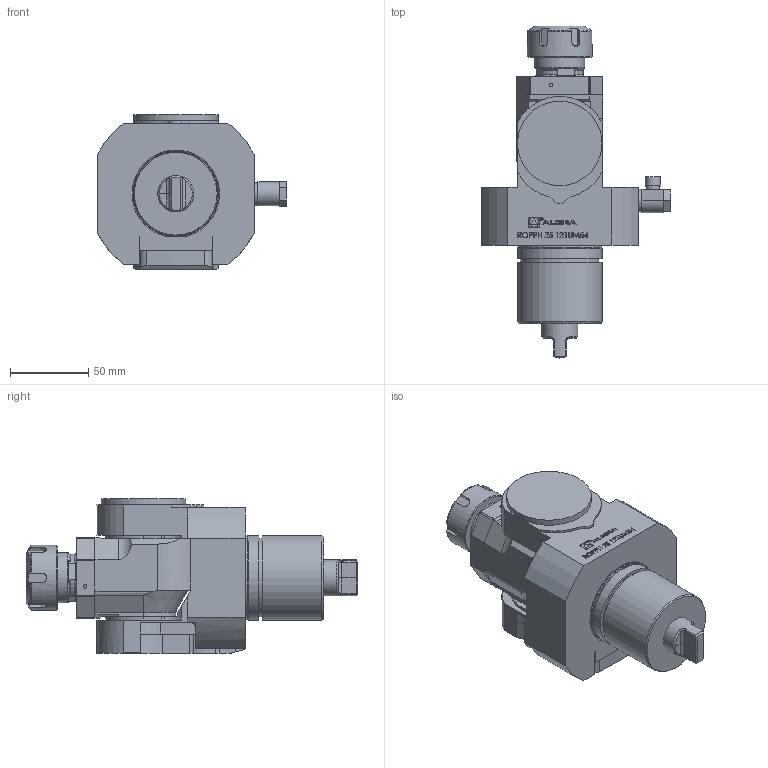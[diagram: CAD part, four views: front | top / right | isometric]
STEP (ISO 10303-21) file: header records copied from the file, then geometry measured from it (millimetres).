
FILE_DESCRIPTION (( 'STEP AP214' ), '1' );
FILE_NAME ('ROPPH25121UM54.STEP', '2025-10-21T15:33:18', ( '' ), ( '' ), 'SwSTEP 2.0', 'SolidWorks 2023', '' );
FILE_SCHEMA (( 'AUTOMOTIVE_DESIGN' ));
Length unit declared in the file: millimetre
Products named in the file (1): ROPPH25121UM54
Bounding box: 120.7 x 212.03 x 98.75 mm (x, y, z)
Volume: 772087.5 mm3; surface area: 76306.4 mm2
Topology: 1 solids, 3 shells, 621 faces, 1652 edges, 1080 vertices
Faces by surface type: plane 407, cylinder 118, bspline 69, cone 14, torus 13
Full cylindrical faces by diameter (mm): 1.7 x1, 2.1 x1, 6.366 x1, 8.2 x1, 9.8 x1, 14.5 x1, 23 x1, 32 x1, 41.5 x1, 49.9 x1, 53.6 x1, 54 x3
Entity records: 27581 total; most frequent: CARTESIAN_POINT 9509, ORIENTED_EDGE 3242, DIRECTION 2750, EDGE_CURVE 1621, VECTOR 1090, LINE 1090, VERTEX_POINT 1071, AXIS2_PLACEMENT_3D 830
